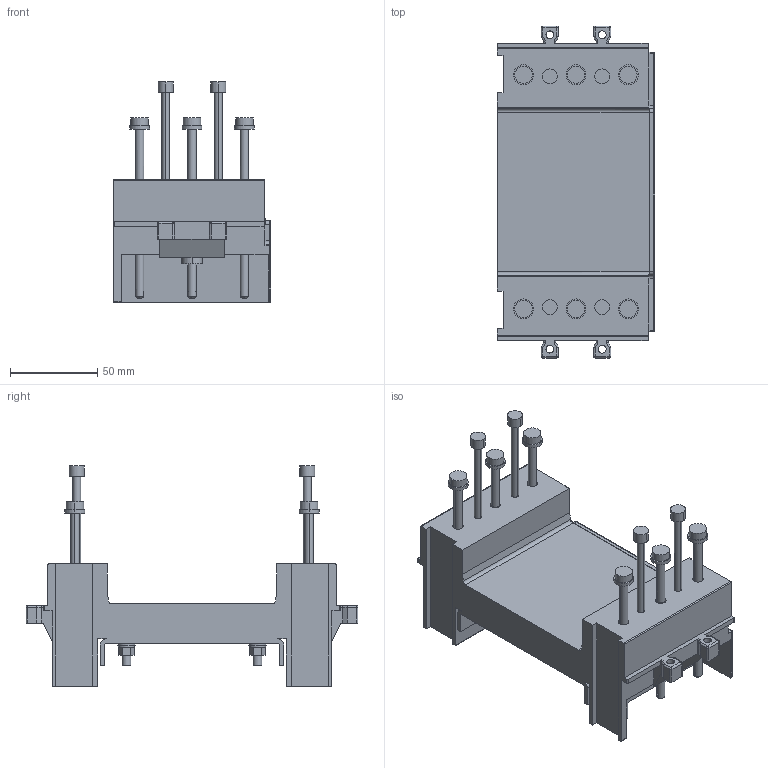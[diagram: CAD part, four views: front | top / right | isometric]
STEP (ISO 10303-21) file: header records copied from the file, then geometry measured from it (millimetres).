
FILE_DESCRIPTION((''),'2;1');
FILE_NAME('NPF_125_NPI_125_EB2_125_ASM','2021-11-03T',('marketing.praksa'),('Audax d.o.o.'),'CREO PARAMETRIC BY PTC INC, 2017480','CREO PARAMETRIC BY PTC INC, 2017480','');
FILE_SCHEMA(('AUTOMOTIVE_DESIGN { 1 0 10303 214 1 1 1 1 }'));
Length unit declared in the file: millimetre
Products named in the file (9): PRT0006_1_1; PRT0006_1_2; PRT0006_1_3; PRT0006_1_4; PRT0006_1_5; A1; A2; PRT9572; NPF_125_NPI_125_EB2_125_ASM
Assembly tree (9 placements, depth 2):
  NPF_125_NPI_125_EB2_125_ASM
    PRT0006_1_1
    PRT0006_1_2
    PRT0006_1_3
    PRT0006_1_4
    PRT0006_1_5
    A1  x2
    A2
    PRT9572
Bounding box: 90 x 190 x 126 mm (x, y, z)
Volume: 478924.7 mm3; surface area: 99192.3 mm2
Topology: 22 solids, 22 shells, 587 faces, 1437 edges, 920 vertices
Faces by surface type: plane 290, cylinder 255, sphere 38, torus 4
Entity records: 25094 total; most frequent: DIRECTION 3000, CARTESIAN_POINT 2915, ORIENTED_EDGE 2692, PRESENTATION_STYLE_ASSIGNMENT 1919, STYLED_ITEM 1919, CURVE_STYLE 1346, EDGE_CURVE 1346, AXIS2_PLACEMENT_3D 1101
